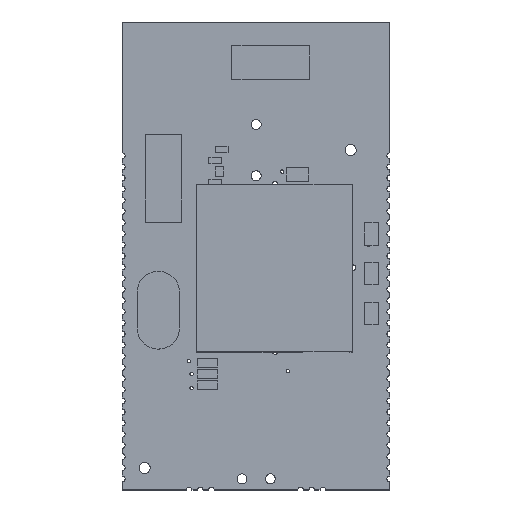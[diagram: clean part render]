
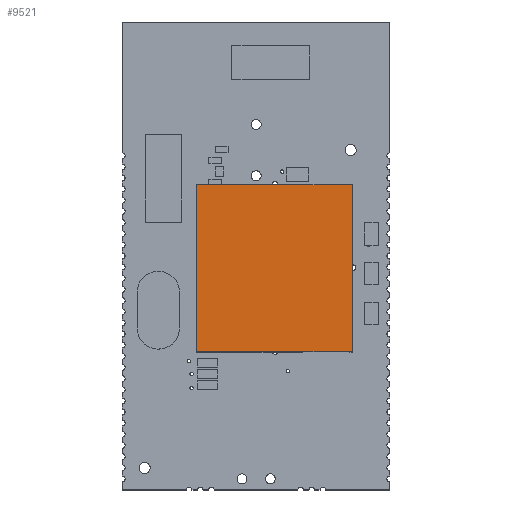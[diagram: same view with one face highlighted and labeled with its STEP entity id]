
A CAD part, top view. The second image highlights one B-rep face of the part: STEP entity #9521.
In plain terms, the highlighted face is planar.
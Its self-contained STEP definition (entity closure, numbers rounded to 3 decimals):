
#637 = CARTESIAN_POINT ( 'NONE',  ( 7.493, 2.54, -6.985 ) ) ;
#720 = DIRECTION ( 'NONE',  ( 0., 0., -1. ) ) ;
#901 = VECTOR ( 'NONE', #8207, 1000. ) ;
#989 = CARTESIAN_POINT ( 'NONE',  ( -7.493, 2.54, -6.985 ) ) ;
#1221 = LINE ( 'NONE', #637, #6377 ) ;
#1411 = CARTESIAN_POINT ( 'NONE',  ( -7.493, 2.54, -6.985 ) ) ;
#1637 = VECTOR ( 'NONE', #6120, 1000. ) ;
#2128 = DIRECTION ( 'NONE',  ( 1., 0., 0. ) ) ;
#3114 = EDGE_LOOP ( 'NONE', ( #9785, #7760, #12172, #10140 ) ) ;
#3655 = LINE ( 'NONE', #9190, #901 ) ;
#3862 = PLANE ( 'NONE',  #12622 ) ;
#4006 = VERTEX_POINT ( 'NONE', #1411 ) ;
#4199 = VERTEX_POINT ( 'NONE', #9949 ) ;
#4342 = EDGE_CURVE ( 'NONE', #4199, #4006, #3655, .T. ) ;
#4887 = VECTOR ( 'NONE', #2128, 1000. ) ;
#5146 = CARTESIAN_POINT ( 'NONE',  ( -7.493, 2.54, 6.985 ) ) ;
#5908 = DIRECTION ( 'NONE',  ( 0., 0., 1. ) ) ;
#6120 = DIRECTION ( 'NONE',  ( 0., 0., 1. ) ) ;
#6377 = VECTOR ( 'NONE', #720, 1000. ) ;
#7760 = ORIENTED_EDGE ( 'NONE', *, *, #12593, .T. ) ;
#8207 = DIRECTION ( 'NONE',  ( -1., 0., 0. ) ) ;
#8303 = CARTESIAN_POINT ( 'NONE',  ( -7.493, 2.54, 6.985 ) ) ;
#9190 = CARTESIAN_POINT ( 'NONE',  ( -7.493, 2.54, -6.985 ) ) ;
#9521 = ADVANCED_FACE ( 'NONE', ( #12029 ), #3862, .T. ) ;
#9785 = ORIENTED_EDGE ( 'NONE', *, *, #13112, .T. ) ;
#9949 = CARTESIAN_POINT ( 'NONE',  ( 7.493, 2.54, -6.985 ) ) ;
#10032 = LINE ( 'NONE', #8303, #4887 ) ;
#10062 = EDGE_CURVE ( 'NONE', #10166, #4199, #1221, .T. ) ;
#10140 = ORIENTED_EDGE ( 'NONE', *, *, #4342, .T. ) ;
#10166 = VERTEX_POINT ( 'NONE', #12090 ) ;
#11038 = CARTESIAN_POINT ( 'NONE',  ( 0., 2.54, 0. ) ) ;
#12029 = FACE_OUTER_BOUND ( 'NONE', #3114, .T. ) ;
#12067 = DIRECTION ( 'NONE',  ( 0., 1., 0. ) ) ;
#12090 = CARTESIAN_POINT ( 'NONE',  ( 7.493, 2.54, 6.985 ) ) ;
#12172 = ORIENTED_EDGE ( 'NONE', *, *, #10062, .T. ) ;
#12571 = LINE ( 'NONE', #989, #1637 ) ;
#12593 = EDGE_CURVE ( 'NONE', #13142, #10166, #10032, .T. ) ;
#12622 = AXIS2_PLACEMENT_3D ( 'NONE', #11038, #12067, #5908 ) ;
#13112 = EDGE_CURVE ( 'NONE', #4006, #13142, #12571, .T. ) ;
#13142 = VERTEX_POINT ( 'NONE', #5146 ) ;
